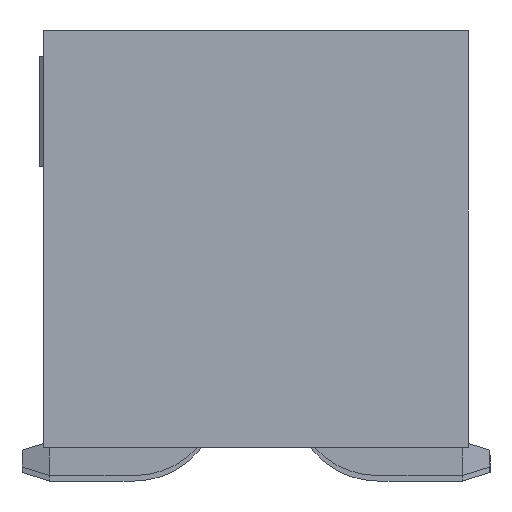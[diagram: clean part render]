
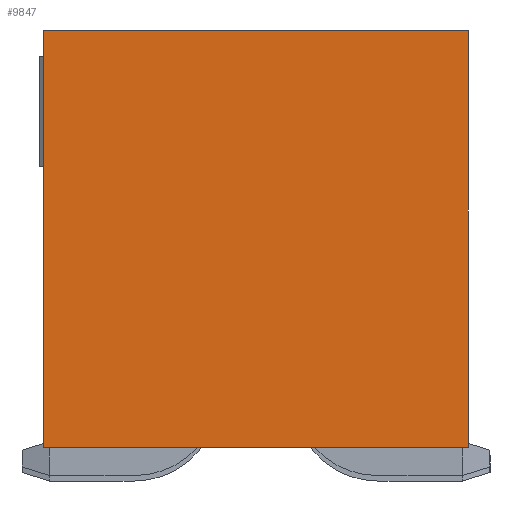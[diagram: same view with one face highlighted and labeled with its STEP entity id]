
A CAD part, front view. The second image highlights one B-rep face of the part: STEP entity #9847.
In plain terms, the highlighted face is planar.
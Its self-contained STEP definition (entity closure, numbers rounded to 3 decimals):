
#781=ORIENTED_EDGE('',*,*,#2637,.F.);
#782=ORIENTED_EDGE('',*,*,#2638,.F.);
#783=ORIENTED_EDGE('',*,*,#2639,.T.);
#784=ORIENTED_EDGE('',*,*,#2640,.T.);
#2637=EDGE_CURVE('',#3560,#3561,#4281,.T.);
#2638=EDGE_CURVE('',#3562,#3560,#4282,.T.);
#2639=EDGE_CURVE('',#3562,#3563,#4283,.T.);
#2640=EDGE_CURVE('',#3563,#3561,#4284,.T.);
#3560=VERTEX_POINT('',#13443);
#3561=VERTEX_POINT('',#13444);
#3562=VERTEX_POINT('',#13446);
#3563=VERTEX_POINT('',#13448);
#4281=LINE('',#13442,#5237);
#4282=LINE('',#13445,#5238);
#4283=LINE('',#13447,#5239);
#4284=LINE('',#13449,#5240);
#5237=VECTOR('',#11321,1000.);
#5238=VECTOR('',#11322,1000.);
#5239=VECTOR('',#11323,1000.);
#5240=VECTOR('',#11324,1000.);
#5875=EDGE_LOOP('',(#781,#782,#783,#784));
#6287=FACE_BOUND('',#5875,.T.);
#6687=PLANE('',#10273);
#9847=ADVANCED_FACE('',(#6287),#6687,.T.);
#10273=AXIS2_PLACEMENT_3D('',#13441,#11319,#11320);
#11319=DIRECTION('',(1.,0.,0.));
#11320=DIRECTION('',(0.,0.,-1.));
#11321=DIRECTION('',(0.,0.,-1.));
#11322=DIRECTION('',(0.,1.,0.));
#11323=DIRECTION('',(0.,0.,-1.));
#11324=DIRECTION('',(0.,1.,0.));
#13441=CARTESIAN_POINT('',(6.985,-2.5,2.45));
#13442=CARTESIAN_POINT('',(6.985,2.5,2.45));
#13443=CARTESIAN_POINT('',(6.985,2.5,2.45));
#13444=CARTESIAN_POINT('',(6.985,2.5,-2.45));
#13445=CARTESIAN_POINT('',(6.985,-2.5,2.45));
#13446=CARTESIAN_POINT('',(6.985,-2.5,2.45));
#13447=CARTESIAN_POINT('',(6.985,-2.5,2.45));
#13448=CARTESIAN_POINT('',(6.985,-2.5,-2.45));
#13449=CARTESIAN_POINT('',(6.985,-2.5,-2.45));
